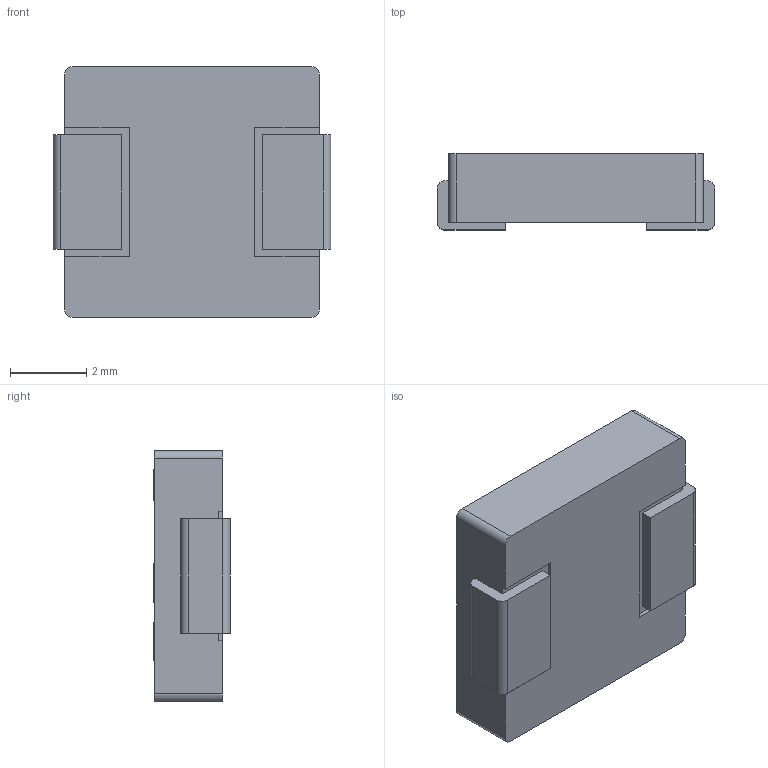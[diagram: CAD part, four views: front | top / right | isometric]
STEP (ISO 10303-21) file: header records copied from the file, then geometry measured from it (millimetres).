
FILE_DESCRIPTION (( 'STEP AP214' ), '1' );
FILE_NAME ('SRP7028A-3R3M.STEP', '2019-11-08T06:25:18', ( '' ), ( '' ), 'SwSTEP 2.0', 'SolidWorks 2016', '' );
FILE_SCHEMA (( 'AUTOMOTIVE_DESIGN' ));
Length unit declared in the file: millimetre
Products named in the file (1): SRP7028A-3R3M
Bounding box: 7.3 x 2 x 6.6 mm (x, y, z)
Volume: 83.3 mm3; surface area: 145.8 mm2
Topology: 1 solids, 1 shells, 254 faces, 693 edges, 462 vertices
Faces by surface type: bspline 127, plane 119, cylinder 8
Entity records: 14772 total; most frequent: CARTESIAN_POINT 8713, ORIENTED_EDGE 1386, DIRECTION 711, EDGE_CURVE 693, VERTEX_POINT 462, VECTOR 423, LINE 423, EDGE_LOOP 275
